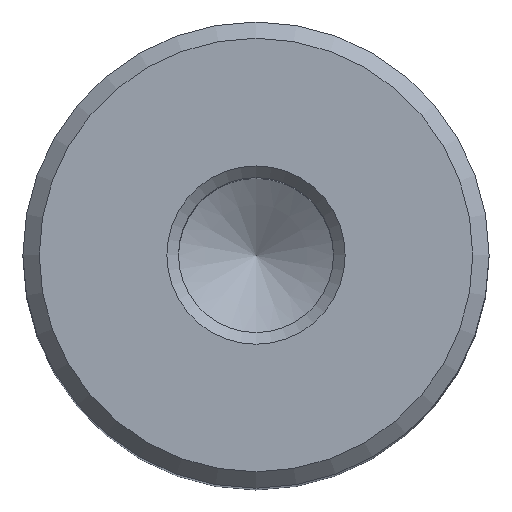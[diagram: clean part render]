
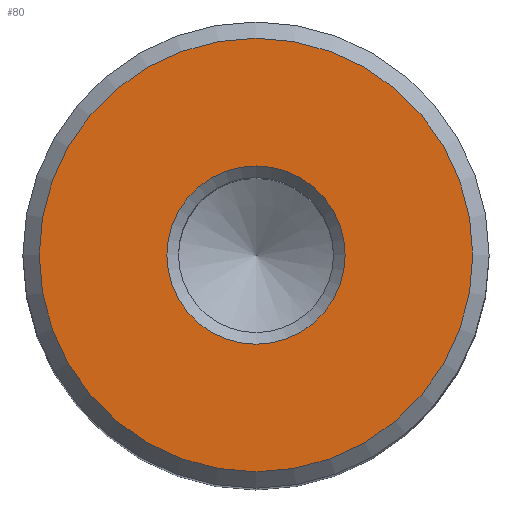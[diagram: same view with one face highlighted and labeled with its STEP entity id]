
A CAD part, top view. The second image highlights one B-rep face of the part: STEP entity #80.
In plain terms, the highlighted planar face has unit normal (0, 0, 1).
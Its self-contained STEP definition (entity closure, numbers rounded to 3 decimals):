
#80 = ADVANCED_FACE( '', ( #99, #100 ), #101, .T. );
#99 = FACE_BOUND( '', #122, .T. );
#100 = FACE_OUTER_BOUND( '', #123, .T. );
#101 = PLANE( '', #124 );
#122 = EDGE_LOOP( '', ( #155 ) );
#123 = EDGE_LOOP( '', ( #156 ) );
#124 = AXIS2_PLACEMENT_3D( '', #157, #158, #159 );
#155 = ORIENTED_EDGE( '', *, *, #172, .T. );
#156 = ORIENTED_EDGE( '', *, *, #176, .T. );
#157 = CARTESIAN_POINT( '', ( 0., 0., 47. ) );
#158 = DIRECTION( '', ( 0., 0., 1. ) );
#159 = DIRECTION( '', ( 1., 0., 0. ) );
#172 = EDGE_CURVE( '', #183, #183, #184, .F. );
#176 = EDGE_CURVE( '', #189, #189, #190, .T. );
#183 = VERTEX_POINT( '', #197 );
#184 = CIRCLE( '', #198, 3.824 );
#189 = VERTEX_POINT( '', #203 );
#190 = CIRCLE( '', #204, 9.3 );
#197 = CARTESIAN_POINT( '', ( 3.824, 0., 47. ) );
#198 = AXIS2_PLACEMENT_3D( '', #214, #215, #216 );
#203 = CARTESIAN_POINT( '', ( 9.3, 0., 47. ) );
#204 = AXIS2_PLACEMENT_3D( '', #223, #224, #225 );
#214 = CARTESIAN_POINT( '', ( 0., 0., 47. ) );
#215 = DIRECTION( '', ( 0., 0., 1. ) );
#216 = DIRECTION( '', ( 1., 0., 0. ) );
#223 = CARTESIAN_POINT( '', ( 0., 0., 47. ) );
#224 = DIRECTION( '', ( 0., 0., 1. ) );
#225 = DIRECTION( '', ( 1., 0., 0. ) );
